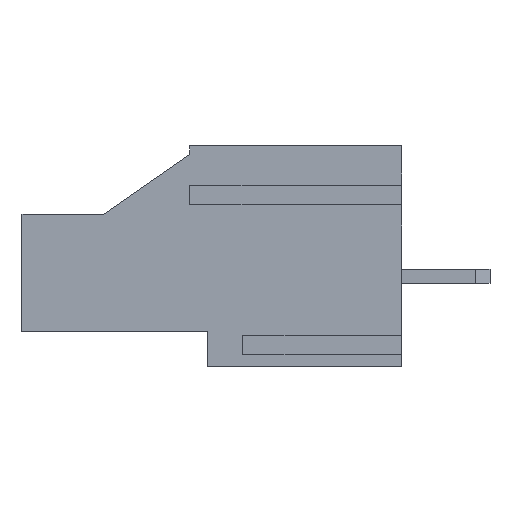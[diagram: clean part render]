
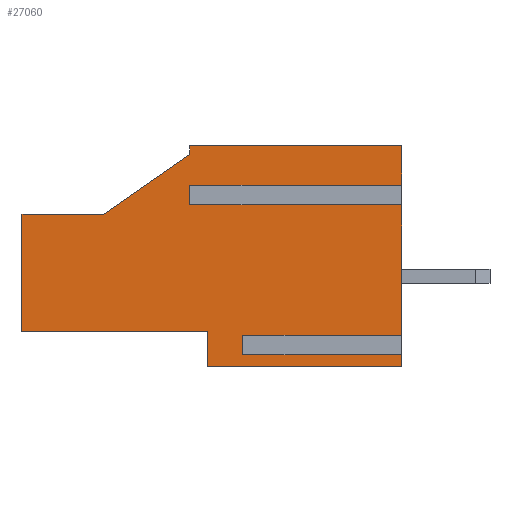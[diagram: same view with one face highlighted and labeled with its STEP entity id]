
A CAD part, left-side view. The second image highlights one B-rep face of the part: STEP entity #27060.
In plain terms, the highlighted planar face has unit normal (-1, 0, 0).
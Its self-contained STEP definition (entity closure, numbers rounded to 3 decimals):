
#49 = EDGE_CURVE ( 'NONE', #29334, #24295, #26974, .T. ) ;
#390 = VERTEX_POINT ( 'NONE', #14536 ) ;
#479 = ORIENTED_EDGE ( 'NONE', *, *, #30292, .F. ) ;
#601 = DIRECTION ( 'NONE',  ( 0., -1., 0. ) ) ;
#678 = EDGE_CURVE ( 'NONE', #14582, #390, #12078, .T. ) ;
#764 = DIRECTION ( 'NONE',  ( 0., -1., 0. ) ) ;
#940 = VECTOR ( 'NONE', #3050, 1000. ) ;
#970 = ORIENTED_EDGE ( 'NONE', *, *, #7391, .F. ) ;
#1228 = CARTESIAN_POINT ( 'NONE',  ( 0., 9., 1.532 ) ) ;
#2165 = CARTESIAN_POINT ( 'NONE',  ( 0., 12., 0. ) ) ;
#2270 = EDGE_CURVE ( 'NONE', #2673, #7216, #19137, .T. ) ;
#2654 = CARTESIAN_POINT ( 'NONE',  ( 0., 16.9, 8.6 ) ) ;
#2673 = VERTEX_POINT ( 'NONE', #20887 ) ;
#2687 = LINE ( 'NONE', #26905, #16376 ) ;
#2770 = VECTOR ( 'NONE', #11625, 1000. ) ;
#2838 = ORIENTED_EDGE ( 'NONE', *, *, #31060, .F. ) ;
#3050 = DIRECTION ( 'NONE',  ( 0., -1., 0. ) ) ;
#4206 = DIRECTION ( 'NONE',  ( 0., -1., 0. ) ) ;
#4246 = CARTESIAN_POINT ( 'NONE',  ( 0., 9., 0.868 ) ) ;
#4257 = CARTESIAN_POINT ( 'NONE',  ( 0., 0., 12.5 ) ) ;
#4276 = CARTESIAN_POINT ( 'NONE',  ( 0., 16.9, 0. ) ) ;
#4447 = VECTOR ( 'NONE', #11317, 1000. ) ;
#5124 = CARTESIAN_POINT ( 'NONE',  ( 0., 16.9, 2. ) ) ;
#5301 = CARTESIAN_POINT ( 'NONE',  ( 0., 0., 0. ) ) ;
#5366 = DIRECTION ( 'NONE',  ( 0., -1., 0. ) ) ;
#5566 = VERTEX_POINT ( 'NONE', #7187 ) ;
#5600 = VECTOR ( 'NONE', #11171, 1000. ) ;
#5720 = ORIENTED_EDGE ( 'NONE', *, *, #14495, .T. ) ;
#6190 = CARTESIAN_POINT ( 'NONE',  ( 0., 12., 12. ) ) ;
#6447 = VECTOR ( 'NONE', #17535, 1000. ) ;
#6604 = LINE ( 'NONE', #4257, #5600 ) ;
#6614 = DIRECTION ( 'NONE',  ( 0., 0., 1. ) ) ;
#7085 = CARTESIAN_POINT ( 'NONE',  ( 0., 9., 0.868 ) ) ;
#7187 = CARTESIAN_POINT ( 'NONE',  ( 0., 0., 10.032 ) ) ;
#7216 = VERTEX_POINT ( 'NONE', #24686 ) ;
#7391 = EDGE_CURVE ( 'NONE', #2673, #27116, #16051, .T. ) ;
#7512 = EDGE_CURVE ( 'NONE', #18329, #5566, #16162, .T. ) ;
#7621 = VERTEX_POINT ( 'NONE', #12531 ) ;
#7652 = VERTEX_POINT ( 'NONE', #26275 ) ;
#8378 = EDGE_CURVE ( 'NONE', #18329, #7652, #9111, .T. ) ;
#8414 = VERTEX_POINT ( 'NONE', #5301 ) ;
#9111 = LINE ( 'NONE', #2165, #13983 ) ;
#9453 = CARTESIAN_POINT ( 'NONE',  ( 0., 21.5, 2. ) ) ;
#9620 = DIRECTION ( 'NONE',  ( 1., 0., 0. ) ) ;
#9817 = CARTESIAN_POINT ( 'NONE',  ( 0., 12., 10.032 ) ) ;
#9868 = DIRECTION ( 'NONE',  ( 0., -0.822, 0.57 ) ) ;
#9982 = EDGE_CURVE ( 'NONE', #16212, #20682, #2687, .T. ) ;
#10169 = VECTOR ( 'NONE', #13141, 1000. ) ;
#10224 = VERTEX_POINT ( 'NONE', #19899 ) ;
#10573 = CARTESIAN_POINT ( 'NONE',  ( 0., 0., 0.868 ) ) ;
#10574 = CARTESIAN_POINT ( 'NONE',  ( 0., 16.9, 8.6 ) ) ;
#10622 = ORIENTED_EDGE ( 'NONE', *, *, #9982, .F. ) ;
#10984 = ORIENTED_EDGE ( 'NONE', *, *, #2270, .T. ) ;
#11027 = CARTESIAN_POINT ( 'NONE',  ( 0., 0., 9.368 ) ) ;
#11171 = DIRECTION ( 'NONE',  ( 0., 0., 1. ) ) ;
#11317 = DIRECTION ( 'NONE',  ( 0., -1., 0. ) ) ;
#11345 = DIRECTION ( 'NONE',  ( 0., -1., 0. ) ) ;
#11593 = VECTOR ( 'NONE', #6614, 1000. ) ;
#11625 = DIRECTION ( 'NONE',  ( 0., 1., 0. ) ) ;
#11670 = LINE ( 'NONE', #4276, #20301 ) ;
#11968 = DIRECTION ( 'NONE',  ( 0., 0., -1. ) ) ;
#12078 = LINE ( 'NONE', #29020, #940 ) ;
#12207 = LINE ( 'NONE', #19973, #20933 ) ;
#12531 = CARTESIAN_POINT ( 'NONE',  ( 0., 0., 1.532 ) ) ;
#12804 = ORIENTED_EDGE ( 'NONE', *, *, #16845, .T. ) ;
#12911 = LINE ( 'NONE', #1228, #17348 ) ;
#13073 = EDGE_CURVE ( 'NONE', #29334, #8414, #11670, .T. ) ;
#13141 = DIRECTION ( 'NONE',  ( 0., 0., 1. ) ) ;
#13933 = ORIENTED_EDGE ( 'NONE', *, *, #15166, .F. ) ;
#13983 = VECTOR ( 'NONE', #11968, 1000. ) ;
#14388 = CARTESIAN_POINT ( 'NONE',  ( 0., 16.9, 12.5 ) ) ;
#14495 = EDGE_CURVE ( 'NONE', #7621, #16370, #14971, .T. ) ;
#14536 = CARTESIAN_POINT ( 'NONE',  ( 0., 0., 12.5 ) ) ;
#14582 = VERTEX_POINT ( 'NONE', #30667 ) ;
#14762 = EDGE_CURVE ( 'NONE', #20682, #10224, #26868, .T. ) ;
#14971 = LINE ( 'NONE', #29866, #16342 ) ;
#14994 = ORIENTED_EDGE ( 'NONE', *, *, #7512, .T. ) ;
#15052 = EDGE_CURVE ( 'NONE', #7216, #7621, #12911, .T. ) ;
#15166 = EDGE_CURVE ( 'NONE', #24295, #22632, #21333, .T. ) ;
#15509 = CARTESIAN_POINT ( 'NONE',  ( 0., 21.5, 2. ) ) ;
#16051 = LINE ( 'NONE', #4246, #4447 ) ;
#16162 = LINE ( 'NONE', #25746, #24510 ) ;
#16212 = VERTEX_POINT ( 'NONE', #16685 ) ;
#16291 = CARTESIAN_POINT ( 'NONE',  ( 0., 11., 0. ) ) ;
#16342 = VECTOR ( 'NONE', #27066, 1000. ) ;
#16370 = VERTEX_POINT ( 'NONE', #11027 ) ;
#16376 = VECTOR ( 'NONE', #5366, 1000. ) ;
#16685 = CARTESIAN_POINT ( 'NONE',  ( 0., 21.5, 8.6 ) ) ;
#16845 = EDGE_CURVE ( 'NONE', #8414, #27116, #12207, .T. ) ;
#17227 = AXIS2_PLACEMENT_3D ( 'NONE', #14388, #9620, #28676 ) ;
#17291 = VECTOR ( 'NONE', #764, 1000. ) ;
#17348 = VECTOR ( 'NONE', #601, 1000. ) ;
#17535 = DIRECTION ( 'NONE',  ( 0., 0., 1. ) ) ;
#17683 = ORIENTED_EDGE ( 'NONE', *, *, #13073, .T. ) ;
#17883 = CARTESIAN_POINT ( 'NONE',  ( 0., 12., 9.368 ) ) ;
#18329 = VERTEX_POINT ( 'NONE', #9817 ) ;
#19094 = ORIENTED_EDGE ( 'NONE', *, *, #27698, .F. ) ;
#19137 = LINE ( 'NONE', #7085, #11593 ) ;
#19294 = VECTOR ( 'NONE', #9868, 1000. ) ;
#19346 = ORIENTED_EDGE ( 'NONE', *, *, #49, .F. ) ;
#19792 = DIRECTION ( 'NONE',  ( 0., 0., 1. ) ) ;
#19899 = CARTESIAN_POINT ( 'NONE',  ( 0., 12., 12. ) ) ;
#19973 = CARTESIAN_POINT ( 'NONE',  ( 0., 0., 12.5 ) ) ;
#20266 = EDGE_CURVE ( 'NONE', #5566, #390, #6604, .T. ) ;
#20301 = VECTOR ( 'NONE', #11345, 1000. ) ;
#20620 = LINE ( 'NONE', #6190, #10169 ) ;
#20682 = VERTEX_POINT ( 'NONE', #10574 ) ;
#20752 = CARTESIAN_POINT ( 'NONE',  ( 0., 11., 2. ) ) ;
#20887 = CARTESIAN_POINT ( 'NONE',  ( 0., 9., 0.868 ) ) ;
#20933 = VECTOR ( 'NONE', #19792, 1000. ) ;
#21333 = LINE ( 'NONE', #5124, #2770 ) ;
#21580 = EDGE_LOOP ( 'NONE', ( #10622, #479, #13933, #19346, #17683, #12804, #970, #10984, #26301, #5720, #2838, #25744, #14994, #24115, #27427, #19094, #25419 ) ) ;
#22632 = VERTEX_POINT ( 'NONE', #15509 ) ;
#22775 = LINE ( 'NONE', #17883, #17291 ) ;
#22835 = CARTESIAN_POINT ( 'NONE',  ( 0., 11., 2. ) ) ;
#23929 = DIRECTION ( 'NONE',  ( 0., 0., 1. ) ) ;
#24115 = ORIENTED_EDGE ( 'NONE', *, *, #20266, .T. ) ;
#24295 = VERTEX_POINT ( 'NONE', #22835 ) ;
#24510 = VECTOR ( 'NONE', #4206, 1000. ) ;
#24686 = CARTESIAN_POINT ( 'NONE',  ( 0., 9., 1.532 ) ) ;
#25419 = ORIENTED_EDGE ( 'NONE', *, *, #14762, .F. ) ;
#25668 = LINE ( 'NONE', #9453, #30810 ) ;
#25744 = ORIENTED_EDGE ( 'NONE', *, *, #8378, .F. ) ;
#25746 = CARTESIAN_POINT ( 'NONE',  ( 0., 12., 10.032 ) ) ;
#26275 = CARTESIAN_POINT ( 'NONE',  ( 0., 12., 9.368 ) ) ;
#26301 = ORIENTED_EDGE ( 'NONE', *, *, #15052, .T. ) ;
#26868 = LINE ( 'NONE', #2654, #19294 ) ;
#26905 = CARTESIAN_POINT ( 'NONE',  ( 0., 21.5, 8.6 ) ) ;
#26974 = LINE ( 'NONE', #20752, #6447 ) ;
#27060 = ADVANCED_FACE ( 'NONE', ( #30884 ), #31042, .F. ) ;
#27066 = DIRECTION ( 'NONE',  ( 0., 0., 1. ) ) ;
#27116 = VERTEX_POINT ( 'NONE', #10573 ) ;
#27427 = ORIENTED_EDGE ( 'NONE', *, *, #678, .F. ) ;
#27698 = EDGE_CURVE ( 'NONE', #10224, #14582, #20620, .T. ) ;
#28676 = DIRECTION ( 'NONE',  ( 0., 0., -1. ) ) ;
#29020 = CARTESIAN_POINT ( 'NONE',  ( 0., 16.9, 12.5 ) ) ;
#29334 = VERTEX_POINT ( 'NONE', #16291 ) ;
#29866 = CARTESIAN_POINT ( 'NONE',  ( 0., 0., 12.5 ) ) ;
#30292 = EDGE_CURVE ( 'NONE', #22632, #16212, #25668, .T. ) ;
#30667 = CARTESIAN_POINT ( 'NONE',  ( 0., 12., 12.5 ) ) ;
#30810 = VECTOR ( 'NONE', #23929, 1000. ) ;
#30884 = FACE_OUTER_BOUND ( 'NONE', #21580, .T. ) ;
#31042 = PLANE ( 'NONE',  #17227 ) ;
#31060 = EDGE_CURVE ( 'NONE', #7652, #16370, #22775, .T. ) ;
